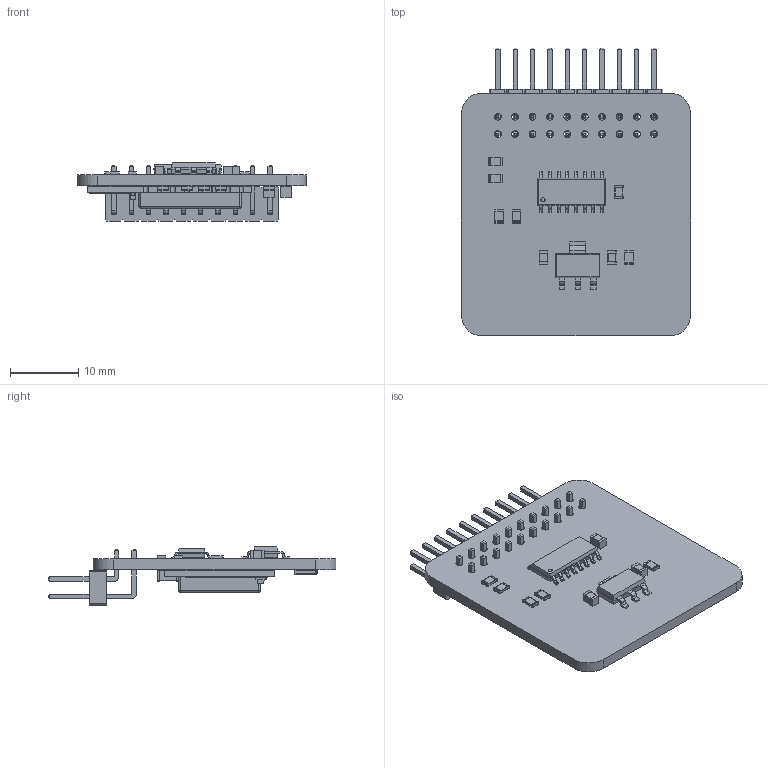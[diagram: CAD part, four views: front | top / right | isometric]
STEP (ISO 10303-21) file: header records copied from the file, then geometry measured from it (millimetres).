
FILE_DESCRIPTION(('KiCad electronic assembly'),'2;1');
FILE_NAME('FlightLight.step','2024-04-01T10:50:08',('Pcbnew'),('Kicad'), 'Open CASCADE STEP processor 7.7','KiCad to STEP converter','Unknown' );
FILE_SCHEMA(('AUTOMOTIVE_DESIGN { 1 0 10303 214 1 1 1 1 }'));
Length unit declared in the file: millimetre
Products named in the file (18): FlightLight 1; SO-16_3.9x9.9mm_P1.27mm; C_0805_2012Metric; SOT-223; SOT_223; R_0805_2012Metric; R_1206_3216Metric; PinHeader_2x10_P2.54mm_Horizontal; PinHeader_2x10_P254mm_Horizontal; C_1206_3216Metric; ESP-12E; ESP_12E001_cp; FlightLight_PCB
Assembly tree (28 placements, depth 3):
  FlightLight 1
    SO-16_3.9x9.9mm_P1.27mm
      SO-16_3.9x9.9mm_P1.27mm
    C_0805_2012Metric  x3
      C_0805_2012Metric
    SOT-223
      SOT_223
    R_0805_2012Metric  x5
      R_0805_2012Metric
    R_1206_3216Metric  x5
      R_1206_3216Metric
    PinHeader_2x10_P2.54mm_Horizontal
      PinHeader_2x10_P254mm_Horizontal
    C_1206_3216Metric  x2
      C_1206_3216Metric
    ESP-12E
      ESP_12E001_cp
    FlightLight_PCB
Bounding box: 33.5 x 42.08 x 8.48 mm (x, y, z)
Volume: 3192.3 mm3; surface area: 5733.1 mm2
Topology: 67 solids, 67 shells, 1735 faces, 4340 edges, 2787 vertices
Faces by surface type: plane 1293, cylinder 414, bspline 24, sphere 4
Full cylindrical faces by diameter (mm): 0.65 x16, 0.7 x16, 1 x20
Entity records: 52581 total; most frequent: CARTESIAN_POINT 7543, ORIENTED_EDGE 7152, DIRECTION 7057, EDGE_CURVE 3576, LINE 2919, VECTOR 2919, VERTEX_POINT 2291, AXIS2_PLACEMENT_3D 2069
